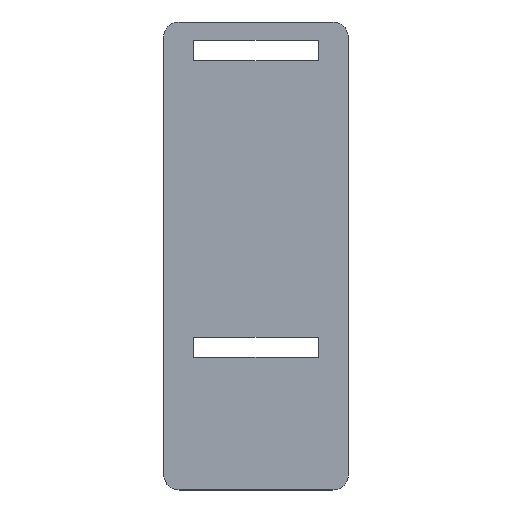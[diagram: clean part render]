
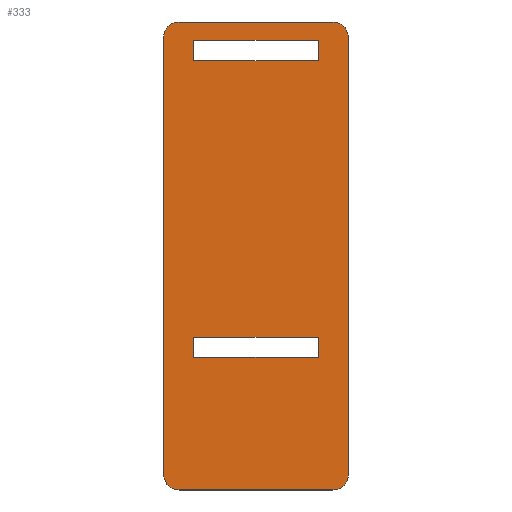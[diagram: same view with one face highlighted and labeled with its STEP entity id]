
A CAD part, top view. The second image highlights one B-rep face of the part: STEP entity #333.
In plain terms, the highlighted free-form (B-spline) face has degree [1, 1] with [2, 2] control points.
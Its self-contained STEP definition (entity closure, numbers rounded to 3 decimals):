
#21 = EDGE_CURVE('',#22,#24,#26,.T.);
#22 = VERTEX_POINT('',#23);
#23 = CARTESIAN_POINT('',(72.351,-220.452,0.));
#24 = VERTEX_POINT('',#25);
#25 = CARTESIAN_POINT('',(86.968,-205.835,0.));
#26 = ( BOUNDED_CURVE() B_SPLINE_CURVE(2,(#27,#28,#29),.UNSPECIFIED.,.F.
,.F.) B_SPLINE_CURVE_WITH_KNOTS((3,3),(4.712,6.283),
.PIECEWISE_BEZIER_KNOTS.) CURVE() GEOMETRIC_REPRESENTATION_ITEM() 
RATIONAL_B_SPLINE_CURVE((1.,0.707,1.)) REPRESENTATION_ITEM('') 
  );
#27 = CARTESIAN_POINT('',(72.351,-220.452,0.));
#28 = CARTESIAN_POINT('',(86.968,-220.452,0.));
#29 = CARTESIAN_POINT('',(86.968,-205.835,0.));
#61 = EDGE_CURVE('',#62,#22,#64,.T.);
#62 = VERTEX_POINT('',#63);
#63 = CARTESIAN_POINT('',(-72.351,-220.452,0.));
#64 = B_SPLINE_CURVE_WITH_KNOTS('',1,(#65,#66),.UNSPECIFIED.,.F.,.F.,(2,
    2),(0.,99.),.PIECEWISE_BEZIER_KNOTS.);
#65 = CARTESIAN_POINT('',(-72.351,-220.452,0.));
#66 = CARTESIAN_POINT('',(72.351,-220.452,0.));
#89 = EDGE_CURVE('',#90,#62,#92,.T.);
#90 = VERTEX_POINT('',#91);
#91 = CARTESIAN_POINT('',(-86.968,-205.835,0.));
#92 = ( BOUNDED_CURVE() B_SPLINE_CURVE(2,(#93,#94,#95),.UNSPECIFIED.,.F.
,.F.) B_SPLINE_CURVE_WITH_KNOTS((3,3),(0.,1.571),
.PIECEWISE_BEZIER_KNOTS.) CURVE() GEOMETRIC_REPRESENTATION_ITEM() 
RATIONAL_B_SPLINE_CURVE((1.,0.707,1.)) REPRESENTATION_ITEM('') 
  );
#93 = CARTESIAN_POINT('',(-86.968,-205.835,0.));
#94 = CARTESIAN_POINT('',(-86.968,-220.452,0.));
#95 = CARTESIAN_POINT('',(-72.351,-220.452,0.));
#121 = EDGE_CURVE('',#122,#90,#124,.T.);
#122 = VERTEX_POINT('',#123);
#123 = CARTESIAN_POINT('',(-86.968,205.835,0.));
#124 = B_SPLINE_CURVE_WITH_KNOTS('',1,(#125,#126),.UNSPECIFIED.,.F.,.F.,
  (2,2),(-281.65,0.),.PIECEWISE_BEZIER_KNOTS.);
#125 = CARTESIAN_POINT('',(-86.968,205.835,0.));
#126 = CARTESIAN_POINT('',(-86.968,-205.835,0.));
#149 = EDGE_CURVE('',#150,#122,#152,.T.);
#150 = VERTEX_POINT('',#151);
#151 = CARTESIAN_POINT('',(-72.351,220.452,0.));
#152 = ( BOUNDED_CURVE() B_SPLINE_CURVE(2,(#153,#154,#155),
.UNSPECIFIED.,.F.,.F.) B_SPLINE_CURVE_WITH_KNOTS((3,3),(4.712,
6.283),.PIECEWISE_BEZIER_KNOTS.) CURVE() 
GEOMETRIC_REPRESENTATION_ITEM() RATIONAL_B_SPLINE_CURVE((1.,
0.707,1.)) REPRESENTATION_ITEM('') );
#153 = CARTESIAN_POINT('',(-72.351,220.452,0.));
#154 = CARTESIAN_POINT('',(-86.968,220.452,0.));
#155 = CARTESIAN_POINT('',(-86.968,205.835,0.));
#181 = EDGE_CURVE('',#182,#150,#184,.T.);
#182 = VERTEX_POINT('',#183);
#183 = CARTESIAN_POINT('',(72.351,220.452,0.));
#184 = B_SPLINE_CURVE_WITH_KNOTS('',1,(#185,#186),.UNSPECIFIED.,.F.,.F.,
  (2,2),(-99.,-0.),.PIECEWISE_BEZIER_KNOTS.);
#185 = CARTESIAN_POINT('',(72.351,220.452,0.));
#186 = CARTESIAN_POINT('',(-72.351,220.452,0.));
#209 = EDGE_CURVE('',#210,#182,#212,.T.);
#210 = VERTEX_POINT('',#211);
#211 = CARTESIAN_POINT('',(86.968,205.835,0.));
#212 = ( BOUNDED_CURVE() B_SPLINE_CURVE(2,(#213,#214,#215),
.UNSPECIFIED.,.F.,.F.) B_SPLINE_CURVE_WITH_KNOTS((3,3),(3.142,
4.712),.PIECEWISE_BEZIER_KNOTS.) CURVE() 
GEOMETRIC_REPRESENTATION_ITEM() RATIONAL_B_SPLINE_CURVE((1.,
0.707,1.)) REPRESENTATION_ITEM('') );
#213 = CARTESIAN_POINT('',(86.968,205.835,0.));
#214 = CARTESIAN_POINT('',(86.968,220.452,0.));
#215 = CARTESIAN_POINT('',(72.351,220.452,0.));
#241 = EDGE_CURVE('',#24,#210,#242,.T.);
#242 = B_SPLINE_CURVE_WITH_KNOTS('',1,(#243,#244),.UNSPECIFIED.,.F.,.F.,
  (2,2),(0.,281.65),.PIECEWISE_BEZIER_KNOTS.);
#243 = CARTESIAN_POINT('',(86.968,-205.835,0.));
#244 = CARTESIAN_POINT('',(86.968,205.835,0.));
#333 = ADVANCED_FACE('',(#334,#364,#394),#404,.T.);
#334 = FACE_BOUND('',#335,.T.);
#335 = EDGE_LOOP('',(#336,#345,#352,#359));
#336 = ORIENTED_EDGE('',*,*,#337,.F.);
#337 = EDGE_CURVE('',#338,#340,#342,.T.);
#338 = VERTEX_POINT('',#339);
#339 = CARTESIAN_POINT('',(58.831,-95.482,0.));
#340 = VERTEX_POINT('',#341);
#341 = CARTESIAN_POINT('',(58.831,-76.48,0.));
#342 = B_SPLINE_CURVE_WITH_KNOTS('',1,(#343,#344),.UNSPECIFIED.,.F.,.F.,
  (2,2),(0.,13.),.PIECEWISE_BEZIER_KNOTS.);
#343 = CARTESIAN_POINT('',(58.831,-95.482,0.));
#344 = CARTESIAN_POINT('',(58.831,-76.48,0.));
#345 = ORIENTED_EDGE('',*,*,#346,.F.);
#346 = EDGE_CURVE('',#347,#338,#349,.T.);
#347 = VERTEX_POINT('',#348);
#348 = CARTESIAN_POINT('',(-58.831,-95.482,0.));
#349 = B_SPLINE_CURVE_WITH_KNOTS('',1,(#350,#351),.UNSPECIFIED.,.F.,.F.,
  (2,2),(0.,80.5),.PIECEWISE_BEZIER_KNOTS.);
#350 = CARTESIAN_POINT('',(-58.831,-95.482,0.));
#351 = CARTESIAN_POINT('',(58.831,-95.482,0.));
#352 = ORIENTED_EDGE('',*,*,#353,.F.);
#353 = EDGE_CURVE('',#354,#347,#356,.T.);
#354 = VERTEX_POINT('',#355);
#355 = CARTESIAN_POINT('',(-58.831,-76.48,0.));
#356 = B_SPLINE_CURVE_WITH_KNOTS('',1,(#357,#358),.UNSPECIFIED.,.F.,.F.,
  (2,2),(-13.,-0.),.PIECEWISE_BEZIER_KNOTS.);
#357 = CARTESIAN_POINT('',(-58.831,-76.48,0.));
#358 = CARTESIAN_POINT('',(-58.831,-95.482,0.));
#359 = ORIENTED_EDGE('',*,*,#360,.F.);
#360 = EDGE_CURVE('',#340,#354,#361,.T.);
#361 = B_SPLINE_CURVE_WITH_KNOTS('',1,(#362,#363),.UNSPECIFIED.,.F.,.F.,
  (2,2),(-80.5,-0.),.PIECEWISE_BEZIER_KNOTS.);
#362 = CARTESIAN_POINT('',(58.831,-76.48,0.));
#363 = CARTESIAN_POINT('',(-58.831,-76.48,0.));
#364 = FACE_BOUND('',#365,.T.);
#365 = EDGE_LOOP('',(#366,#375,#382,#389));
#366 = ORIENTED_EDGE('',*,*,#367,.F.);
#367 = EDGE_CURVE('',#368,#370,#372,.T.);
#368 = VERTEX_POINT('',#369);
#369 = CARTESIAN_POINT('',(58.831,184.13,0.));
#370 = VERTEX_POINT('',#371);
#371 = CARTESIAN_POINT('',(58.831,203.131,0.));
#372 = B_SPLINE_CURVE_WITH_KNOTS('',1,(#373,#374),.UNSPECIFIED.,.F.,.F.,
  (2,2),(0.,13.),.PIECEWISE_BEZIER_KNOTS.);
#373 = CARTESIAN_POINT('',(58.831,184.13,0.));
#374 = CARTESIAN_POINT('',(58.831,203.131,0.));
#375 = ORIENTED_EDGE('',*,*,#376,.F.);
#376 = EDGE_CURVE('',#377,#368,#379,.T.);
#377 = VERTEX_POINT('',#378);
#378 = CARTESIAN_POINT('',(-58.831,184.13,0.));
#379 = B_SPLINE_CURVE_WITH_KNOTS('',1,(#380,#381),.UNSPECIFIED.,.F.,.F.,
  (2,2),(0.,80.5),.PIECEWISE_BEZIER_KNOTS.);
#380 = CARTESIAN_POINT('',(-58.831,184.13,0.));
#381 = CARTESIAN_POINT('',(58.831,184.13,0.));
#382 = ORIENTED_EDGE('',*,*,#383,.F.);
#383 = EDGE_CURVE('',#384,#377,#386,.T.);
#384 = VERTEX_POINT('',#385);
#385 = CARTESIAN_POINT('',(-58.831,203.131,0.));
#386 = B_SPLINE_CURVE_WITH_KNOTS('',1,(#387,#388),.UNSPECIFIED.,.F.,.F.,
  (2,2),(-13.,-0.),.PIECEWISE_BEZIER_KNOTS.);
#387 = CARTESIAN_POINT('',(-58.831,203.131,0.));
#388 = CARTESIAN_POINT('',(-58.831,184.13,0.));
#389 = ORIENTED_EDGE('',*,*,#390,.F.);
#390 = EDGE_CURVE('',#370,#384,#391,.T.);
#391 = B_SPLINE_CURVE_WITH_KNOTS('',1,(#392,#393),.UNSPECIFIED.,.F.,.F.,
  (2,2),(-80.5,-0.),.PIECEWISE_BEZIER_KNOTS.);
#392 = CARTESIAN_POINT('',(58.831,203.131,0.));
#393 = CARTESIAN_POINT('',(-58.831,203.131,0.));
#394 = FACE_BOUND('',#395,.T.);
#395 = EDGE_LOOP('',(#396,#397,#398,#399,#400,#401,#402,#403));
#396 = ORIENTED_EDGE('',*,*,#21,.T.);
#397 = ORIENTED_EDGE('',*,*,#241,.T.);
#398 = ORIENTED_EDGE('',*,*,#209,.T.);
#399 = ORIENTED_EDGE('',*,*,#181,.T.);
#400 = ORIENTED_EDGE('',*,*,#149,.T.);
#401 = ORIENTED_EDGE('',*,*,#121,.T.);
#402 = ORIENTED_EDGE('',*,*,#89,.T.);
#403 = ORIENTED_EDGE('',*,*,#61,.T.);
#404 = B_SPLINE_SURFACE_WITH_KNOTS('',1,1,(
    (#405,#406)
    ,(#407,#408
    )),.UNSPECIFIED.,.F.,.F.,.F.,(2,2),(2,2),(-109.,10.),(-10.,291.65),
  .PIECEWISE_BEZIER_KNOTS.);
#405 = CARTESIAN_POINT('',(-86.968,-220.452,0.));
#406 = CARTESIAN_POINT('',(-86.968,220.452,0.));
#407 = CARTESIAN_POINT('',(86.968,-220.452,0.));
#408 = CARTESIAN_POINT('',(86.968,220.452,0.));
